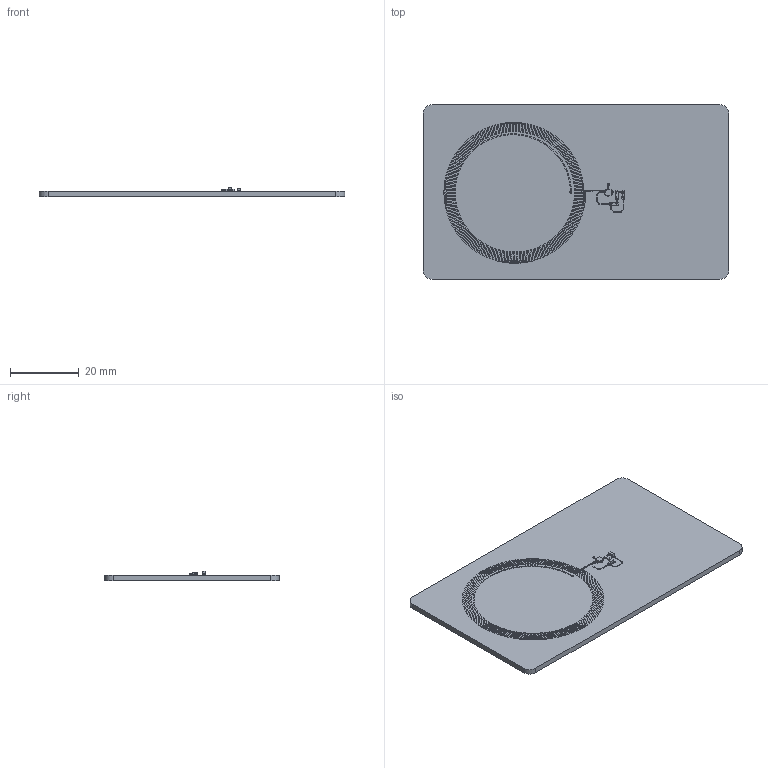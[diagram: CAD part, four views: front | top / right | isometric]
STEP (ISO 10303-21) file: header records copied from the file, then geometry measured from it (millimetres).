
FILE_DESCRIPTION(('KiCad electronic assembly'),'2;1');
FILE_NAME('PCB_Business_Card_STEP.step','2024-03-26T22:34:11',('Pcbnew') ,('Kicad'),'Open CASCADE STEP processor 7.7','KiCad to STEP converter' ,'Unknown');
FILE_SCHEMA(('AUTOMOTIVE_DESIGN { 1 0 10303 214 1 1 1 1 }'));
Length unit declared in the file: millimetre
Products named in the file (51): PCB_Business_Card_STEP 1; XQFN8_NT3H1101_NXP; part; C_0603_1608Metric; R_0603_1608Metric; LED_0603_1608Metric; PCB_Business_Card_track_1; PCB_Business_Card_track_2; PCB_Business_Card_track_3; PCB_Business_Card_track_4; PCB_Business_Card_track_5; PCB_Business_Card_track_6; PCB_Business_Card_track_7; PCB_Business_Card_track_8; PCB_Business_Card_track_9; PCB_Business_Card_track_10; PCB_Business_Card_track_11; PCB_Business_Card_track_12; PCB_Business_Card_track_13; PCB_Business_Card_track_14; PCB_Business_Card_track_15; PCB_Business_Card_track_16; PCB_Business_Card_track_17; PCB_Business_Card_track_18; PCB_Business_Card_track_19; PCB_Business_Card_track_20; PCB_Business_Card_pad_1; PCB_Business_Card_pad_2; PCB_Business_Card_pad_3; PCB_Business_Card_pad_4; PCB_Business_Card_pad_5; PCB_Business_Card_pad_6; PCB_Business_Card_pad_7; PCB_Business_Card_pad_8; PCB_Business_Card_pad_9; PCB_Business_Card_pad_10; PCB_Business_Card_pad_11; PCB_Business_Card_pad_12; PCB_Business_Card_pad_13; PCB_Business_Card_pad_14 ...
Assembly tree (50 placements, depth 3):
  PCB_Business_Card_STEP 1
    XQFN8_NT3H1101_NXP
      part
    C_0603_1608Metric
      C_0603_1608Metric
    R_0603_1608Metric
      R_0603_1608Metric
    LED_0603_1608Metric
      LED_0603_1608Metric
    PCB_Business_Card_track_1
    PCB_Business_Card_track_2
    PCB_Business_Card_track_3
    PCB_Business_Card_track_4
    PCB_Business_Card_track_5
    PCB_Business_Card_track_6
    PCB_Business_Card_track_7
    PCB_Business_Card_track_8
    PCB_Business_Card_track_9
    PCB_Business_Card_track_10
    PCB_Business_Card_track_11
    PCB_Business_Card_track_12
    PCB_Business_Card_track_13
    PCB_Business_Card_track_14
    PCB_Business_Card_track_15
    PCB_Business_Card_track_16
    PCB_Business_Card_track_17
    PCB_Business_Card_track_18
    PCB_Business_Card_track_19
    PCB_Business_Card_track_20
    PCB_Business_Card_pad_1
    PCB_Business_Card_pad_2
    PCB_Business_Card_pad_3
    PCB_Business_Card_pad_4
    PCB_Business_Card_pad_5
    PCB_Business_Card_pad_6
    PCB_Business_Card_pad_7
    PCB_Business_Card_pad_8
    PCB_Business_Card_pad_9
    PCB_Business_Card_pad_10
    PCB_Business_Card_pad_11
    PCB_Business_Card_pad_12
    PCB_Business_Card_pad_13
    PCB_Business_Card_pad_14
    PCB_Business_Card_pad_15
    PCB_Business_Card_pad_16
    PCB_Business_Card_pad_17
    PCB_Business_Card_pad_18
    PCB_Business_Card_pad_19
    PCB_Business_Card_pad_20
    PCB_Business_Card_pad_21
    PCB_Business_Card_PCB
Bounding box: 88.9 x 50.8 x 2.79 mm (x, y, z)
Volume: 7228.5 mm3; surface area: 10006.3 mm2
Topology: 54 solids, 54 shells, 2203 faces, 6264 edges, 4172 vertices
Faces by surface type: plane 2119, cylinder 84
Full cylindrical faces by diameter (mm): 0.083 x1, 0.2 x1, 0.25 x7, 0.3 x4, 0.6 x4
Entity records: 72519 total; most frequent: CARTESIAN_POINT 12691, ORIENTED_EDGE 12528, DIRECTION 10939, EDGE_CURVE 6264, LINE 6095, VECTOR 6095, VERTEX_POINT 4172, AXIS2_PLACEMENT_3D 2422
